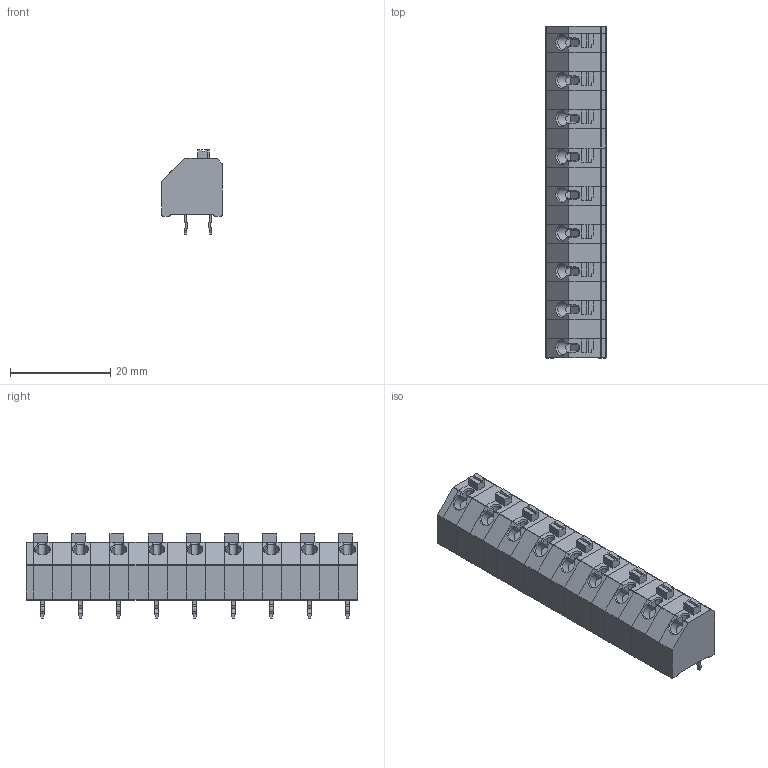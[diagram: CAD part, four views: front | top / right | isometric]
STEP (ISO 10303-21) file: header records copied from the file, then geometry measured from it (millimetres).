
FILE_DESCRIPTION(/* description */ ('Unknown'),/* implementation_level */ '2;1');
FILE_NAME(/* name */ '691412420009M',/* time_stamp */ '2017-03-23T12:30:55+01:00',/* author */ ('Unknown'),/* organization */ ('Unknown'),/* preprocessor_version */ 'ST-DEVELOPER v16.7',/* originating_system */ 'DEX',/* authorisation */ $);
FILE_SCHEMA (('AUTOMOTIVE_DESIGN {1 0 10303 214 3 1 1}'));
Length unit declared in the file: millimetre
Products named in the file (5): 6914124200xxM; MRT24P7.62V02_CNT4; MRT24P7.62V02_CNT3; MRT24P7.62V02_CNT5; MRT24P7.62V02_SX1
Assembly tree (18 placements, depth 2):
  6914124200xxM
    MRT24P7.62V02_CNT4  x5
    MRT24P7.62V02_CNT3  x8
    MRT24P7.62V02_CNT5  x4
    MRT24P7.62V02_SX1
Bounding box: 12 x 66.27 x 16.8 mm (x, y, z)
Volume: 8045.2 mm3; surface area: 7922.9 mm2
Topology: 18 solids, 18 shells, 818 faces, 2231 edges, 1473 vertices
Faces by surface type: plane 520, cylinder 275, cone 23
Entity records: 8272 total; most frequent: CARTESIAN_POINT 1206, DIRECTION 1190, ORIENTED_EDGE 1116, EDGE_CURVE 558, AXIS2_PLACEMENT_3D 408, LINE 374, VECTOR 374, VERTEX_POINT 372
